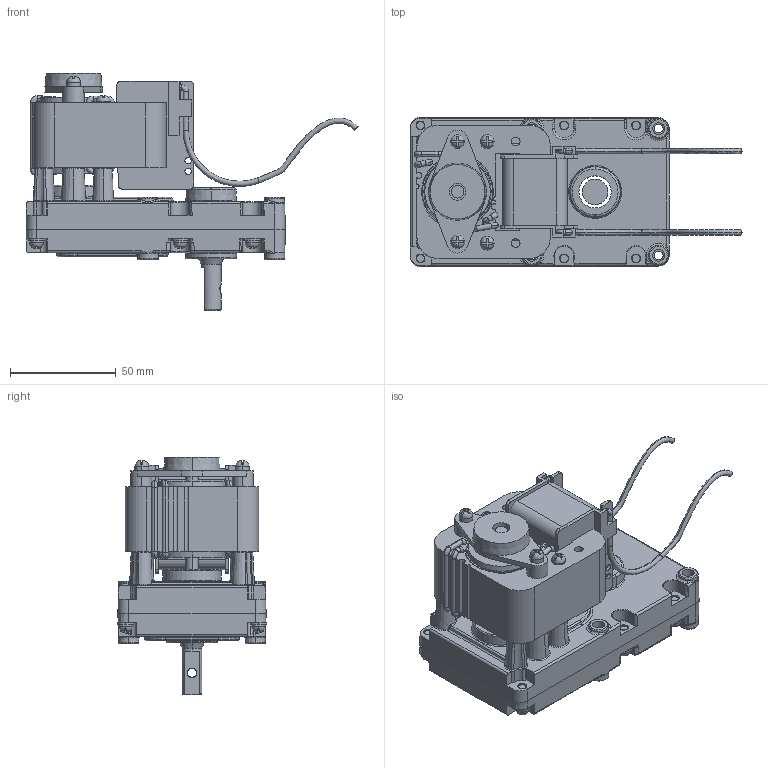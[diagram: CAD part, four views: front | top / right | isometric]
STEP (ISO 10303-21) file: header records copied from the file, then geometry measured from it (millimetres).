
FILE_DESCRIPTION (( 'STEP AP203' ), '1' );
FILE_NAME ('001喘謫眊3D-1.STEP', '2024-07-27T01:12:36', ( 'Windows 蚚誧' ), ( '' ), 'SwSTEP 2.0', 'SolidWorks 2022', '' );
FILE_SCHEMA (( 'CONFIG_CONTROL_DESIGN' ));
Length unit declared in the file: millimetre
Products named in the file (1): 001齿轮箱3D-1
Bounding box: 156.87 x 70.75 x 112.3 mm (x, y, z)
Volume: 244211 mm3; surface area: 107237 mm2
Topology: 5 solids, 20 shells, 2236 faces, 5916 edges, 3742 vertices
Faces by surface type: cylinder 961, plane 556, torus 333, bspline 253, cone 125, sphere 8
Entity records: 98410 total; most frequent: CARTESIAN_POINT 47116, ORIENTED_EDGE 11816, DIRECTION 9861, EDGE_CURVE 5908, AXIS2_PLACEMENT_3D 3905, VERTEX_POINT 3742, EDGE_LOOP 2350, ADVANCED_FACE 2236
